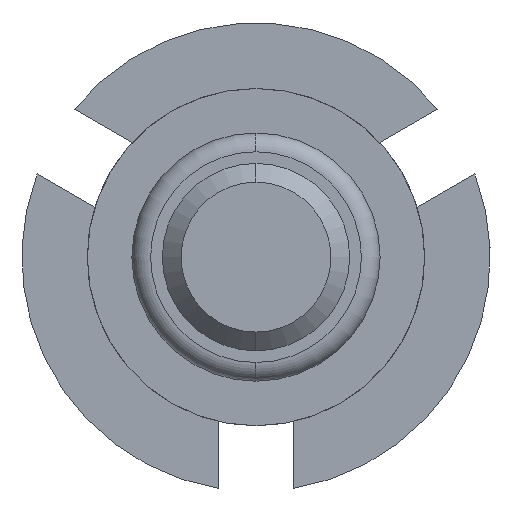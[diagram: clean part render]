
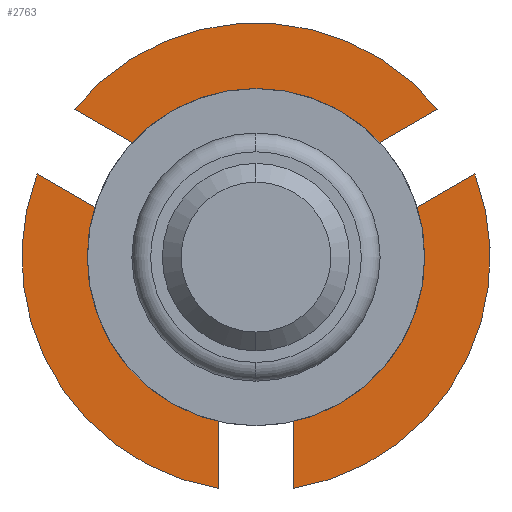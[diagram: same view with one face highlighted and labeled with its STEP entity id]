
A CAD part, front view. The second image highlights one B-rep face of the part: STEP entity #2763.
In plain terms, the highlighted planar face has unit normal (0, -1, 0).
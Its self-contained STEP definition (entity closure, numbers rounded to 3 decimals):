
#6 = VECTOR ( 'NONE', #1926, 1000. ) ;
#17 = ORIENTED_EDGE ( 'NONE', *, *, #3357, .F. ) ;
#59 = CARTESIAN_POINT ( 'NONE',  ( -1.586, 5.5, 0.454 ) ) ;
#76 = DIRECTION ( 'NONE',  ( 0., 1., 0. ) ) ;
#111 = CARTESIAN_POINT ( 'NONE',  ( -0.2, 5.5, 0.346 ) ) ;
#120 = DIRECTION ( 'NONE',  ( 0., 0., -1. ) ) ;
#158 = CIRCLE ( 'NONE', #4026, 2.5 ) ;
#170 = DIRECTION ( 'NONE',  ( 0., 0., -1. ) ) ;
#179 = CARTESIAN_POINT ( 'NONE',  ( -0.4, 5.5, 0. ) ) ;
#208 = VERTEX_POINT ( 'NONE', #622 ) ;
#224 = VECTOR ( 'NONE', #3176, 1000. ) ;
#234 = LINE ( 'NONE', #4004, #2723 ) ;
#258 = VERTEX_POINT ( 'NONE', #1112 ) ;
#279 = VECTOR ( 'NONE', #1384, 1000. ) ;
#362 = CARTESIAN_POINT ( 'NONE',  ( -0.2, 5.5, -0.346 ) ) ;
#489 = VERTEX_POINT ( 'NONE', #1686 ) ;
#497 = VECTOR ( 'NONE', #3419, 1000. ) ;
#547 = EDGE_CURVE ( 'Defeature ausgef�hrt3_40+Defeature ausgef�hrt3_26+Defeature ausgef�hrt3_38+Defeature ausgef�hrt3_39', #2478, #3715, #4394, .T. ) ;
#622 = CARTESIAN_POINT ( 'NONE',  ( 0.4, 5.5, -1.6 ) ) ;
#641 = CARTESIAN_POINT ( 'NONE',  ( 1.186, 5.5, 1.146 ) ) ;
#679 = ORIENTED_EDGE ( 'NONE', *, *, #3225, .F. ) ;
#703 = EDGE_CURVE ( 'Defeature ausgef�hrt3_27+Defeature ausgef�hrt3_26+Defeature ausgef�hrt3_28+Defeature ausgef�hrt3_30', #1601, #258, #3145, .T. ) ;
#705 = ORIENTED_EDGE ( 'NONE', *, *, #1641, .F. ) ;
#712 = ORIENTED_EDGE ( 'NONE', *, *, #1720, .F. ) ;
#768 = CARTESIAN_POINT ( 'NONE',  ( 0.2, 5.5, 0.346 ) ) ;
#831 = LINE ( 'NONE', #179, #6 ) ;
#836 = ORIENTED_EDGE ( 'NONE', *, *, #1815, .F. ) ;
#844 = EDGE_CURVE ( 'Defeature ausgef�hrt3_29+Defeature ausgef�hrt3_26+Defeature ausgef�hrt3_30+Defeature ausgef�hrt3_28', #2302, #489, #2318, .T. ) ;
#889 = CARTESIAN_POINT ( 'NONE',  ( -1.937, 5.5, 1.58 ) ) ;
#897 = ORIENTED_EDGE ( 'NONE', *, *, #4315, .F. ) ;
#945 = FACE_OUTER_BOUND ( 'NONE', #3181, .T. ) ;
#956 = VERTEX_POINT ( 'NONE', #4427 ) ;
#972 = LINE ( 'NONE', #997, #3155 ) ;
#997 = CARTESIAN_POINT ( 'NONE',  ( 0.2, 5.5, -0.346 ) ) ;
#1067 = LINE ( 'NONE', #3760, #497 ) ;
#1083 = VERTEX_POINT ( 'NONE', #4260 ) ;
#1093 = VECTOR ( 'NONE', #1826, 1000. ) ;
#1112 = CARTESIAN_POINT ( 'NONE',  ( -1.655, 5.5, 0. ) ) ;
#1123 = ORIENTED_EDGE ( 'NONE', *, *, #4007, .F. ) ;
#1125 = DIRECTION ( 'NONE',  ( 0.5, 0., -0.866 ) ) ;
#1295 = CIRCLE ( 'NONE', #1727, 2.5 ) ;
#1326 = EDGE_CURVE ( 'Defeature ausgef�hrt3_41+Defeature ausgef�hrt3_26+Defeature ausgef�hrt3_42+Defeature ausgef�hrt3_19', #3540, #3409, #972, .T. ) ;
#1349 = CARTESIAN_POINT ( 'NONE',  ( 0., 5.5, 0. ) ) ;
#1384 = DIRECTION ( 'NONE',  ( 0.866, 0., -0.5 ) ) ;
#1417 = VERTEX_POINT ( 'NONE', #3203 ) ;
#1472 = LINE ( 'NONE', #2830, #1093 ) ;
#1486 = LINE ( 'NONE', #111, #3959 ) ;
#1511 = DIRECTION ( 'NONE',  ( -0.839, 0., -0.545 ) ) ;
#1516 = CARTESIAN_POINT ( 'NONE',  ( -0.4, 5.5, -1.6 ) ) ;
#1549 = VERTEX_POINT ( 'NONE', #889 ) ;
#1596 = ORIENTED_EDGE ( 'NONE', *, *, #1962, .F. ) ;
#1601 = VERTEX_POINT ( 'NONE', #2427 ) ;
#1641 = EDGE_CURVE ( 'Defeature ausgef�hrt3_38+Defeature ausgef�hrt3_26+Defeature ausgef�hrt3_20+Defeature ausgef�hrt3_40', #956, #2478, #3417, .T. ) ;
#1673 = DIRECTION ( 'NONE',  ( -1., 0., 0. ) ) ;
#1686 = CARTESIAN_POINT ( 'NONE',  ( 1.655, 5.5, 0. ) ) ;
#1720 = EDGE_CURVE ( 'Defeature ausgef�hrt3_28+Defeature ausgef�hrt3_26+Defeature ausgef�hrt3_29+Defeature ausgef�hrt3_27', #489, #1601, #2120, .T. ) ;
#1727 = AXIS2_PLACEMENT_3D ( 'NONE', #1349, #3772, #2057 ) ;
#1747 = DIRECTION ( 'NONE',  ( 0., 0., -1. ) ) ;
#1815 = EDGE_CURVE ( 'Defeature ausgef�hrt3_34+Defeature ausgef�hrt3_26+Defeature ausgef�hrt3_39+Defeature ausgef�hrt3_43', #1549, #1417, #1295, .T. ) ;
#1826 = DIRECTION ( 'NONE',  ( 0.839, 0., -0.545 ) ) ;
#1884 = DIRECTION ( 'NONE',  ( 0.839, 0., 0.545 ) ) ;
#1893 = CARTESIAN_POINT ( 'NONE',  ( 2.337, 5.5, 0.887 ) ) ;
#1894 = FACE_BOUND ( 'NONE', #2025, .T. ) ;
#1902 = VERTEX_POINT ( 'NONE', #641 ) ;
#1926 = DIRECTION ( 'NONE',  ( 0., 0., -1. ) ) ;
#1938 = PLANE ( 'NONE',  #2229 ) ;
#1962 = EDGE_CURVE ( 'Defeature ausgef�hrt3_37+Defeature ausgef�hrt3_26+Defeature ausgef�hrt3_19+Defeature ausgef�hrt3_36', #2023, #208, #1067, .T. ) ;
#2023 = VERTEX_POINT ( 'NONE', #2719 ) ;
#2025 = EDGE_LOOP ( 'NONE', ( #712, #4281, #3994, #3640 ) ) ;
#2057 = DIRECTION ( 'NONE',  ( 0., 0., -1. ) ) ;
#2063 = CARTESIAN_POINT ( 'NONE',  ( 0., 5.5, -1.075 ) ) ;
#2120 = LINE ( 'NONE', #2483, #3803 ) ;
#2152 = LINE ( 'NONE', #2829, #3666 ) ;
#2229 = AXIS2_PLACEMENT_3D ( 'NONE', #4319, #2275, #170 ) ;
#2275 = DIRECTION ( 'NONE',  ( 0., -1., 0. ) ) ;
#2302 = VERTEX_POINT ( 'NONE', #2063 ) ;
#2318 = LINE ( 'NONE', #3691, #4068 ) ;
#2405 = EDGE_CURVE ( 'Defeature ausgef�hrt3_39+Defeature ausgef�hrt3_26+Defeature ausgef�hrt3_40+Defeature ausgef�hrt3_34', #3715, #1549, #3851, .T. ) ;
#2427 = CARTESIAN_POINT ( 'NONE',  ( 0., 5.5, 1.075 ) ) ;
#2455 = CARTESIAN_POINT ( 'NONE',  ( 0., 5.5, 0. ) ) ;
#2467 = DIRECTION ( 'NONE',  ( 0., 1., 0. ) ) ;
#2478 = VERTEX_POINT ( 'NONE', #59 ) ;
#2483 = CARTESIAN_POINT ( 'NONE',  ( 0., 5.5, 1.075 ) ) ;
#2661 = ORIENTED_EDGE ( 'NONE', *, *, #4050, .F. ) ;
#2668 = CARTESIAN_POINT ( 'NONE',  ( -1.386, 5.5, 0.8 ) ) ;
#2703 = CARTESIAN_POINT ( 'NONE',  ( 0., 5.5, 0. ) ) ;
#2719 = CARTESIAN_POINT ( 'NONE',  ( 0.4, 5.5, -2.468 ) ) ;
#2723 = VECTOR ( 'NONE', #1673, 1000. ) ;
#2763 = ADVANCED_FACE ( 'Defeature ausgef�hrt3_26', ( #945, #1894 ), #1938, .T. ) ;
#2829 = CARTESIAN_POINT ( 'NONE',  ( 1.386, 5.5, 0.8 ) ) ;
#2830 = CARTESIAN_POINT ( 'NONE',  ( 0., 5.5, -1.075 ) ) ;
#2939 = EDGE_CURVE ( 'Defeature ausgef�hrt3_30+Defeature ausgef�hrt3_26+Defeature ausgef�hrt3_27+Defeature ausgef�hrt3_29', #258, #2302, #1472, .T. ) ;
#3010 = CIRCLE ( 'NONE', #3233, 2.5 ) ;
#3054 = CARTESIAN_POINT ( 'NONE',  ( 1.586, 5.5, 0.454 ) ) ;
#3090 = DIRECTION ( 'NONE',  ( -0.866, 0., -0.5 ) ) ;
#3145 = LINE ( 'NONE', #3209, #4134 ) ;
#3146 = ORIENTED_EDGE ( 'NONE', *, *, #3541, .F. ) ;
#3155 = VECTOR ( 'NONE', #3387, 1000. ) ;
#3176 = DIRECTION ( 'NONE',  ( -0.866, 0., 0.5 ) ) ;
#3181 = EDGE_LOOP ( 'NONE', ( #3204, #897, #17, #836, #4363, #4041, #705, #679, #2661, #3146, #1596, #1123 ) ) ;
#3203 = CARTESIAN_POINT ( 'NONE',  ( 1.937, 5.5, 1.58 ) ) ;
#3204 = ORIENTED_EDGE ( 'NONE', *, *, #1326, .F. ) ;
#3209 = CARTESIAN_POINT ( 'NONE',  ( -1.655, 5.5, 0. ) ) ;
#3225 = EDGE_CURVE ( 'Defeature ausgef�hrt3_20+Defeature ausgef�hrt3_26+Defeature ausgef�hrt3_35+Defeature ausgef�hrt3_38', #1083, #956, #158, .T. ) ;
#3233 = AXIS2_PLACEMENT_3D ( 'NONE', #2455, #76, #120 ) ;
#3357 = EDGE_CURVE ( 'Defeature ausgef�hrt3_43+Defeature ausgef�hrt3_26+Defeature ausgef�hrt3_34+Defeature ausgef�hrt3_42', #1417, #1902, #1486, .T. ) ;
#3387 = DIRECTION ( 'NONE',  ( 0.866, 0., 0.5 ) ) ;
#3409 = VERTEX_POINT ( 'NONE', #1893 ) ;
#3417 = LINE ( 'NONE', #362, #279 ) ;
#3419 = DIRECTION ( 'NONE',  ( 0., 0., 1. ) ) ;
#3540 = VERTEX_POINT ( 'NONE', #3054 ) ;
#3541 = EDGE_CURVE ( 'Defeature ausgef�hrt3_36+Defeature ausgef�hrt3_26+Defeature ausgef�hrt3_37+Defeature ausgef�hrt3_35', #208, #3767, #234, .T. ) ;
#3640 = ORIENTED_EDGE ( 'NONE', *, *, #703, .F. ) ;
#3666 = VECTOR ( 'NONE', #1125, 1000. ) ;
#3691 = CARTESIAN_POINT ( 'NONE',  ( 1.655, 5.5, 0. ) ) ;
#3715 = VERTEX_POINT ( 'NONE', #4186 ) ;
#3758 = DIRECTION ( 'NONE',  ( -0.839, 0., 0.545 ) ) ;
#3760 = CARTESIAN_POINT ( 'NONE',  ( 0.4, 5.5, 0. ) ) ;
#3767 = VERTEX_POINT ( 'NONE', #1516 ) ;
#3772 = DIRECTION ( 'NONE',  ( 0., 1., 0. ) ) ;
#3803 = VECTOR ( 'NONE', #3758, 1000. ) ;
#3851 = LINE ( 'NONE', #768, #224 ) ;
#3959 = VECTOR ( 'NONE', #3090, 1000. ) ;
#3994 = ORIENTED_EDGE ( 'NONE', *, *, #2939, .F. ) ;
#4004 = CARTESIAN_POINT ( 'NONE',  ( 0., 5.5, -1.6 ) ) ;
#4007 = EDGE_CURVE ( 'Defeature ausgef�hrt3_19+Defeature ausgef�hrt3_26+Defeature ausgef�hrt3_41+Defeature ausgef�hrt3_37', #3409, #2023, #3010, .T. ) ;
#4026 = AXIS2_PLACEMENT_3D ( 'NONE', #2703, #2467, #1747 ) ;
#4041 = ORIENTED_EDGE ( 'NONE', *, *, #547, .F. ) ;
#4050 = EDGE_CURVE ( 'Defeature ausgef�hrt3_35+Defeature ausgef�hrt3_26+Defeature ausgef�hrt3_36+Defeature ausgef�hrt3_20', #3767, #1083, #831, .T. ) ;
#4068 = VECTOR ( 'NONE', #1884, 1000. ) ;
#4134 = VECTOR ( 'NONE', #1511, 1000. ) ;
#4141 = VECTOR ( 'NONE', #4437, 1000. ) ;
#4186 = CARTESIAN_POINT ( 'NONE',  ( -1.186, 5.5, 1.146 ) ) ;
#4260 = CARTESIAN_POINT ( 'NONE',  ( -0.4, 5.5, -2.468 ) ) ;
#4281 = ORIENTED_EDGE ( 'NONE', *, *, #844, .F. ) ;
#4315 = EDGE_CURVE ( 'Defeature ausgef�hrt3_42+Defeature ausgef�hrt3_26+Defeature ausgef�hrt3_43+Defeature ausgef�hrt3_41', #1902, #3540, #2152, .T. ) ;
#4319 = CARTESIAN_POINT ( 'NONE',  ( 0., 5.5, 0. ) ) ;
#4363 = ORIENTED_EDGE ( 'NONE', *, *, #2405, .F. ) ;
#4394 = LINE ( 'NONE', #2668, #4141 ) ;
#4427 = CARTESIAN_POINT ( 'NONE',  ( -2.337, 5.5, 0.887 ) ) ;
#4437 = DIRECTION ( 'NONE',  ( 0.5, 0., 0.866 ) ) ;
